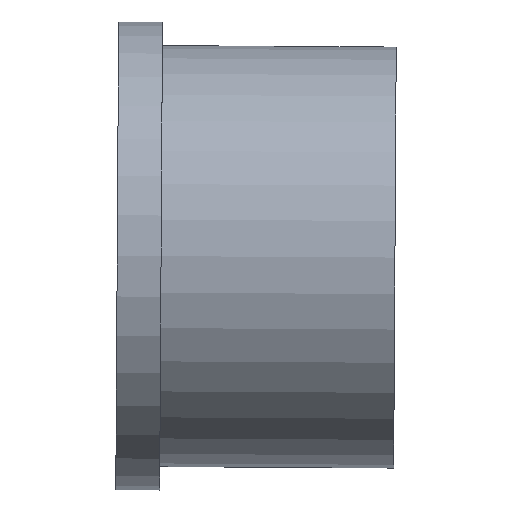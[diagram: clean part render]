
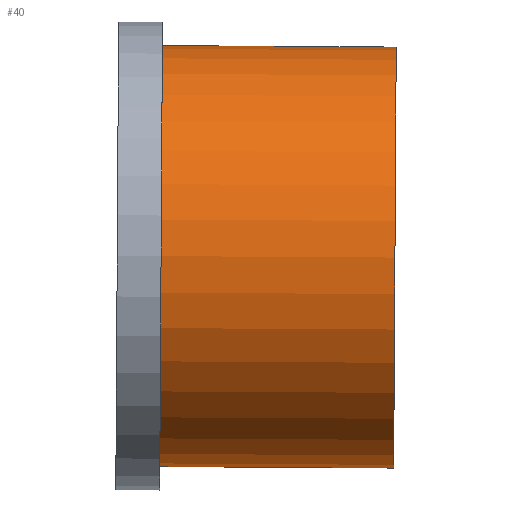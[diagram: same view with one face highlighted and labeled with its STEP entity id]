
A CAD part, left-side view. The second image highlights one B-rep face of the part: STEP entity #40.
In plain terms, the highlighted cylindrical face has radius 45.72 mm (diameter 91.44 mm), a full revolution.
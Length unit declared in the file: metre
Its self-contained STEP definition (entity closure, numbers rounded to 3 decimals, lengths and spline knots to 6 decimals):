
#40 = ADVANCED_FACE( '', ( #79, #80 ), #81, .T. );
#79 = FACE_OUTER_BOUND( '', #110, .T. );
#80 = FACE_OUTER_BOUND( '', #111, .T. );
#81 = CYLINDRICAL_SURFACE( '', #112, 0.04572 );
#110 = EDGE_LOOP( '', ( #145 ) );
#111 = EDGE_LOOP( '', ( #146 ) );
#112 = AXIS2_PLACEMENT_3D( '', #147, #148, #149 );
#145 = ORIENTED_EDGE( '', *, *, #160, .T. );
#146 = ORIENTED_EDGE( '', *, *, #151, .F. );
#147 = CARTESIAN_POINT( '', ( 0.413164, 1.721685, 0.590038 ) );
#148 = DIRECTION( '', ( 0., -1., -0.006 ) );
#149 = DIRECTION( '', ( 0., -0.006, 1. ) );
#151 = EDGE_CURVE( '', #163, #163, #164, .F. );
#160 = EDGE_CURVE( '', #177, #177, #178, .F. );
#163 = VERTEX_POINT( '', #181 );
#164 = CIRCLE( '', #182, 0.04572 );
#177 = VERTEX_POINT( '', #195 );
#178 = CIRCLE( '', #196, 0.04572 );
#181 = CARTESIAN_POINT( '', ( 0.413164, 1.772763, 0.544628 ) );
#182 = AXIS2_PLACEMENT_3D( '', #198, #199, #200 );
#195 = CARTESIAN_POINT( '', ( 0.413164, 1.721964, 0.544319 ) );
#196 = AXIS2_PLACEMENT_3D( '', #213, #214, #215 );
#198 = CARTESIAN_POINT( '', ( 0.413164, 1.772484, 0.590347 ) );
#199 = DIRECTION( '', ( 0., -1., -0.006 ) );
#200 = DIRECTION( '', ( 0., 0.006, -1. ) );
#213 = CARTESIAN_POINT( '', ( 0.413164, 1.721685, 0.590038 ) );
#214 = DIRECTION( '', ( 0., -1., -0.006 ) );
#215 = DIRECTION( '', ( 0., 0.006, -1. ) );
